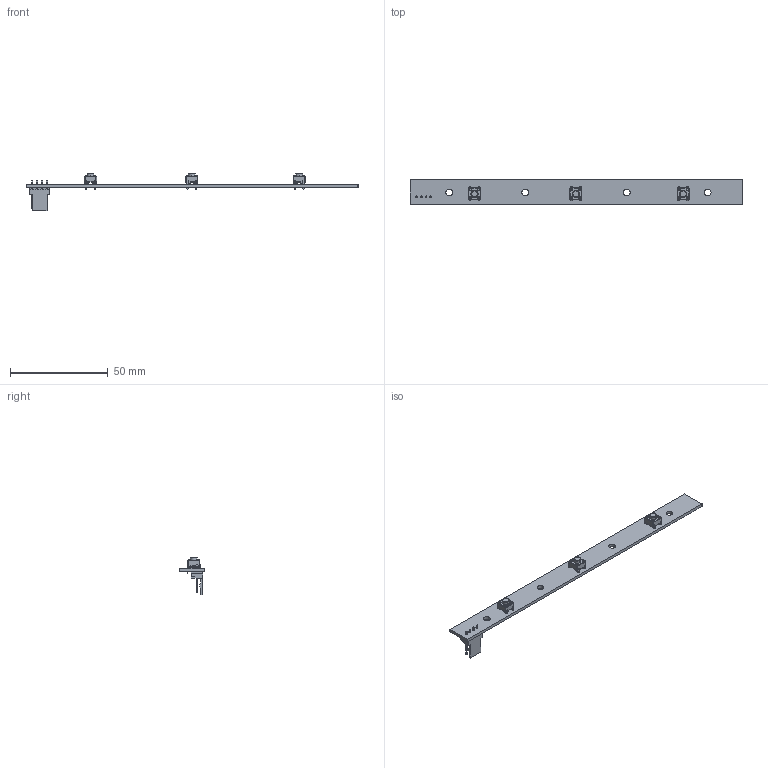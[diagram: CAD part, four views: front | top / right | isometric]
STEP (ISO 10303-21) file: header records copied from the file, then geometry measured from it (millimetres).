
FILE_DESCRIPTION(('Open CASCADE Model'),'2;1');
FILE_NAME('Open CASCADE Shape Model','2019-12-09T11:20:06',('Author'),( 'Open CASCADE'),'Open CASCADE STEP processor 6.8','Open CASCADE 6.8' ,'Unknown');
FILE_SCHEMA(('AUTOMOTIVE_DESIGN { 1 0 10303 214 1 1 1 1 }'));
Length unit declared in the file: millimetre
Products named in the file (8): PCB; Board; CN4; User_Library-molex_kk_0_1in_latching_4_way_vertical_header; T1; Chave_Tactil; T2; T3
Assembly tree (9 placements, depth 3):
  PCB
    Board
    CN4
      User_Library-molex_kk_0_1in_latching_4_way_vertical_header
    T1
      Chave_Tactil
    T2
      Chave_Tactil
    T3
      Chave_Tactil
Bounding box: 170.25 x 12.75 x 19.2 mm (x, y, z)
Volume: 4056.9 mm3; surface area: 6208.2 mm2
Topology: 5 solids, 17 shells, 934 faces, 2454 edges, 1580 vertices
Faces by surface type: plane 478, cylinder 402, bspline 54
Full cylindrical faces by diameter (mm): 0.9 x12, 1 x4, 3.5 x4
Entity records: 14689 total; most frequent: CARTESIAN_POINT 2618, DIRECTION 2076, ORIENTED_EDGE 2060, EDGE_CURVE 1030, AXIS2_PLACEMENT_3D 692, LINE 692, VECTOR 692, VERTEX_POINT 668
